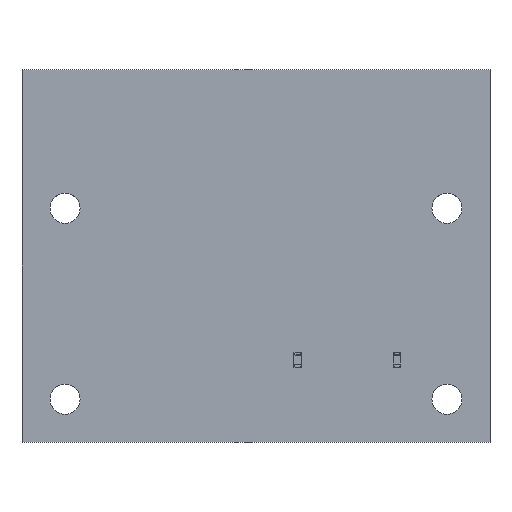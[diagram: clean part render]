
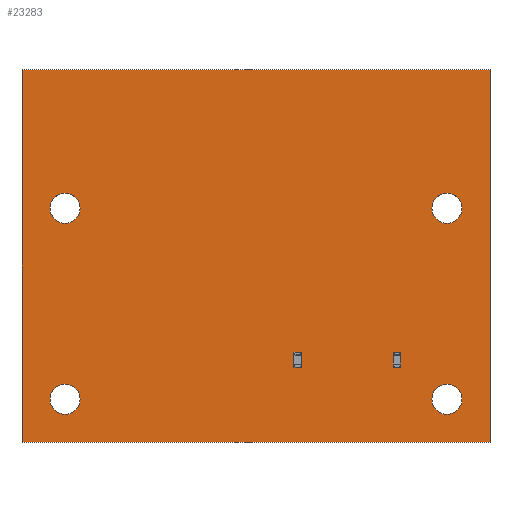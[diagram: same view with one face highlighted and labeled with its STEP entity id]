
A CAD part, top view. The second image highlights one B-rep face of the part: STEP entity #23283.
In plain terms, the highlighted planar face has unit normal (0, 0, 1).
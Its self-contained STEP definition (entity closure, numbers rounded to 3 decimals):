
#23127 = VERTEX_POINT('',#23128);
#23128 = CARTESIAN_POINT('',(24.9,-14.74,1.6));
#23134 = EDGE_CURVE('',#23127,#23135,#23137,.T.);
#23135 = VERTEX_POINT('',#23136);
#23136 = CARTESIAN_POINT('',(-24.9,-14.74,1.6));
#23137 = LINE('',#23138,#23139);
#23138 = CARTESIAN_POINT('',(24.9,-14.74,1.6));
#23139 = VECTOR('',#23140,1.);
#23140 = DIRECTION('',(-1.,0.,0.));
#23167 = VERTEX_POINT('',#23168);
#23168 = CARTESIAN_POINT('',(24.9,24.9,1.6));
#23174 = EDGE_CURVE('',#23167,#23127,#23175,.T.);
#23175 = LINE('',#23176,#23177);
#23176 = CARTESIAN_POINT('',(24.9,24.9,1.6));
#23177 = VECTOR('',#23178,1.);
#23178 = DIRECTION('',(0.,-1.,0.));
#23196 = EDGE_CURVE('',#23135,#23197,#23199,.T.);
#23197 = VERTEX_POINT('',#23198);
#23198 = CARTESIAN_POINT('',(-24.9,24.9,1.6));
#23199 = LINE('',#23200,#23201);
#23200 = CARTESIAN_POINT('',(-24.9,-14.74,1.6));
#23201 = VECTOR('',#23202,1.);
#23202 = DIRECTION('',(0.,1.,0.));
#23283 = ADVANCED_FACE('',(#23284,#23295,#23306,#23317,#23328),#23339,
  .T.);
#23284 = FACE_BOUND('',#23285,.T.);
#23285 = EDGE_LOOP('',(#23286,#23287,#23288,#23294));
#23286 = ORIENTED_EDGE('',*,*,#23134,.F.);
#23287 = ORIENTED_EDGE('',*,*,#23174,.F.);
#23288 = ORIENTED_EDGE('',*,*,#23289,.F.);
#23289 = EDGE_CURVE('',#23197,#23167,#23290,.T.);
#23290 = LINE('',#23291,#23292);
#23291 = CARTESIAN_POINT('',(-24.9,24.9,1.6));
#23292 = VECTOR('',#23293,1.);
#23293 = DIRECTION('',(1.,0.,0.));
#23294 = ORIENTED_EDGE('',*,*,#23196,.F.);
#23295 = FACE_BOUND('',#23296,.T.);
#23296 = EDGE_LOOP('',(#23297));
#23297 = ORIENTED_EDGE('',*,*,#23298,.T.);
#23298 = EDGE_CURVE('',#23299,#23299,#23301,.T.);
#23299 = VERTEX_POINT('',#23300);
#23300 = CARTESIAN_POINT('',(-20.32,-11.76,1.6));
#23301 = CIRCLE('',#23302,1.6);
#23302 = AXIS2_PLACEMENT_3D('',#23303,#23304,#23305);
#23303 = CARTESIAN_POINT('',(-20.32,-10.16,1.6));
#23304 = DIRECTION('',(-0.,0.,-1.));
#23305 = DIRECTION('',(-0.,-1.,0.));
#23306 = FACE_BOUND('',#23307,.T.);
#23307 = EDGE_LOOP('',(#23308));
#23308 = ORIENTED_EDGE('',*,*,#23309,.T.);
#23309 = EDGE_CURVE('',#23310,#23310,#23312,.T.);
#23310 = VERTEX_POINT('',#23311);
#23311 = CARTESIAN_POINT('',(20.32,-11.76,1.6));
#23312 = CIRCLE('',#23313,1.6);
#23313 = AXIS2_PLACEMENT_3D('',#23314,#23315,#23316);
#23314 = CARTESIAN_POINT('',(20.32,-10.16,1.6));
#23315 = DIRECTION('',(-0.,0.,-1.));
#23316 = DIRECTION('',(-0.,-1.,0.));
#23317 = FACE_BOUND('',#23318,.T.);
#23318 = EDGE_LOOP('',(#23319));
#23319 = ORIENTED_EDGE('',*,*,#23320,.T.);
#23320 = EDGE_CURVE('',#23321,#23321,#23323,.T.);
#23321 = VERTEX_POINT('',#23322);
#23322 = CARTESIAN_POINT('',(-20.32,8.56,1.6));
#23323 = CIRCLE('',#23324,1.6);
#23324 = AXIS2_PLACEMENT_3D('',#23325,#23326,#23327);
#23325 = CARTESIAN_POINT('',(-20.32,10.16,1.6));
#23326 = DIRECTION('',(-0.,0.,-1.));
#23327 = DIRECTION('',(-0.,-1.,0.));
#23328 = FACE_BOUND('',#23329,.T.);
#23329 = EDGE_LOOP('',(#23330));
#23330 = ORIENTED_EDGE('',*,*,#23331,.T.);
#23331 = EDGE_CURVE('',#23332,#23332,#23334,.T.);
#23332 = VERTEX_POINT('',#23333);
#23333 = CARTESIAN_POINT('',(20.32,8.56,1.6));
#23334 = CIRCLE('',#23335,1.6);
#23335 = AXIS2_PLACEMENT_3D('',#23336,#23337,#23338);
#23336 = CARTESIAN_POINT('',(20.32,10.16,1.6));
#23337 = DIRECTION('',(-0.,0.,-1.));
#23338 = DIRECTION('',(-0.,-1.,0.));
#23339 = PLANE('',#23340);
#23340 = AXIS2_PLACEMENT_3D('',#23341,#23342,#23343);
#23341 = CARTESIAN_POINT('',(0.,0.,1.6));
#23342 = DIRECTION('',(0.,0.,1.));
#23343 = DIRECTION('',(1.,0.,-0.));
